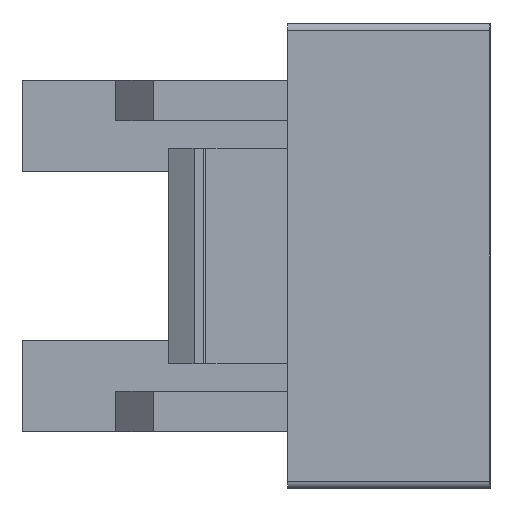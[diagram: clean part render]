
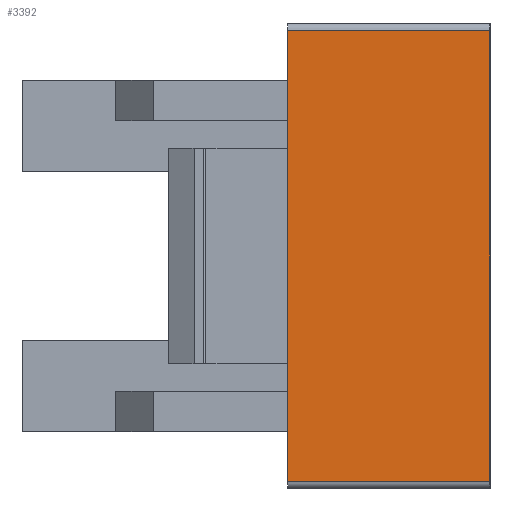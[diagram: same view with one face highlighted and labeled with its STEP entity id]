
A CAD part, left-side view. The second image highlights one B-rep face of the part: STEP entity #3392.
In plain terms, the highlighted planar face has unit normal (-1, 0, 0).
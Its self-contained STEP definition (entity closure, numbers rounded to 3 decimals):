
#292=ORIENTED_EDGE('',*,*,#1005,.T.);
#293=ORIENTED_EDGE('',*,*,#1006,.F.);
#294=ORIENTED_EDGE('',*,*,#878,.F.);
#295=ORIENTED_EDGE('',*,*,#1007,.T.);
#878=EDGE_CURVE('',#1243,#1244,#1489,.T.);
#1005=EDGE_CURVE('',#1350,#1351,#1591,.T.);
#1006=EDGE_CURVE('',#1244,#1351,#1592,.T.);
#1007=EDGE_CURVE('',#1243,#1350,#1593,.T.);
#1243=VERTEX_POINT('',#4464);
#1244=VERTEX_POINT('',#4465);
#1350=VERTEX_POINT('',#4713);
#1351=VERTEX_POINT('',#4714);
#1489=LINE('',#4463,#1809);
#1591=LINE('',#4712,#1911);
#1592=LINE('',#4715,#1912);
#1593=LINE('',#4716,#1913);
#1809=VECTOR('',#3750,1000.);
#1911=VECTOR('',#3932,1000.);
#1912=VECTOR('',#3933,1000.);
#1913=VECTOR('',#3934,1000.);
#2112=EDGE_LOOP('',(#292,#293,#294,#295));
#2252=FACE_BOUND('',#2112,.T.);
#2382=PLANE('',#3554);
#3392=ADVANCED_FACE('',(#2252),#2382,.F.);
#3554=AXIS2_PLACEMENT_3D('',#4711,#3930,#3931);
#3750=DIRECTION('',(0.,0.,1.));
#3930=DIRECTION('',(1.,0.,0.));
#3931=DIRECTION('',(0.,0.,-1.));
#3932=DIRECTION('',(0.,0.,1.));
#3933=DIRECTION('',(0.,-1.,0.));
#3934=DIRECTION('',(0.,-1.,0.));
#4463=CARTESIAN_POINT('',(0.,8.,-8.9));
#4464=CARTESIAN_POINT('',(0.,8.,-8.9));
#4465=CARTESIAN_POINT('',(0.,8.,8.9));
#4711=CARTESIAN_POINT('',(0.,8.,-8.9));
#4712=CARTESIAN_POINT('',(0.,0.,-8.9));
#4713=CARTESIAN_POINT('',(0.,0.,-8.9));
#4714=CARTESIAN_POINT('',(0.,0.,8.9));
#4715=CARTESIAN_POINT('',(0.,8.,8.9));
#4716=CARTESIAN_POINT('',(0.,8.,-8.9));
